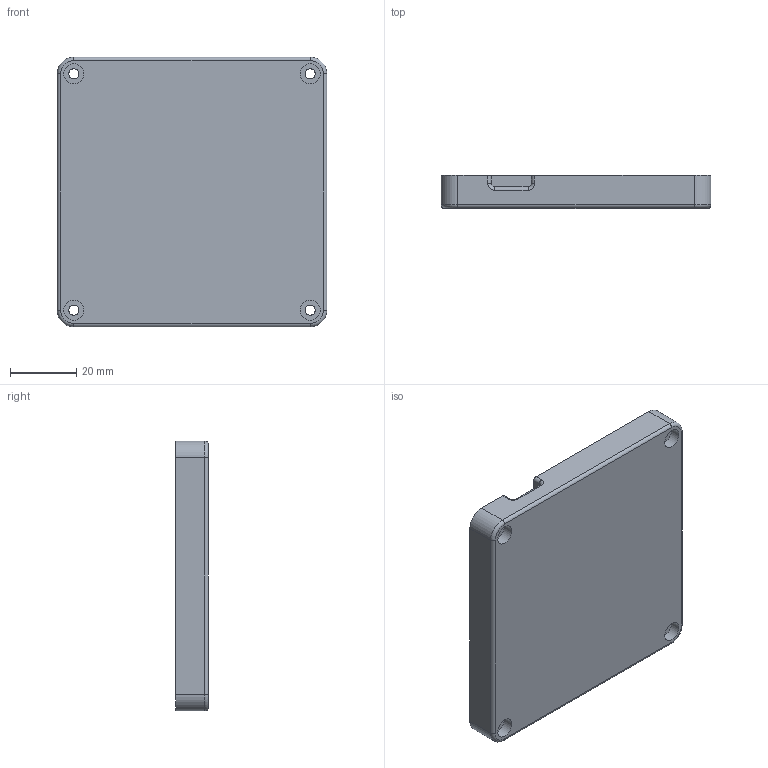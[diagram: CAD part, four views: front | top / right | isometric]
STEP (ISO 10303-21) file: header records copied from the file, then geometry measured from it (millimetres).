
FILE_DESCRIPTION(/* description */ (''),/* implementation_level */ '2;1');
FILE_NAME(/* name */ 'Hackclub.step',/* time_stamp */ '2025-12-11T09:40:49+05:00',/* author */ (''),/* organization */ (''),/* preprocessor_version */ 'ST-DEVELOPER v20.1',/* originating_system */ 'Autodesk Translation Framework v14.21.0.0',/* authorisation */ '');
FILE_SCHEMA (('AUTOMOTIVE_DESIGN { 1 0 10303 214 3 1 1 }','FEATURE_BASED_PROCESS_PLANNING'));
Length unit declared in the file: millimetre
Products named in the file (1): 2025-12-09-09-36-00-430
Bounding box: 81.1 x 9.8 x 81.1 mm (x, y, z)
Volume: 37838 mm3; surface area: 18144.8 mm2
Topology: 1 solids, 1 shells, 227 faces, 612 edges, 404 vertices
Faces by surface type: bspline 121, plane 79, cylinder 21, torus 6
Full cylindrical faces by diameter (mm): 3 x4, 6 x4
Entity records: 8264 total; most frequent: CARTESIAN_POINT 3301, ORIENTED_EDGE 1224, DIRECTION 632, EDGE_CURVE 612, VERTEX_POINT 404, LINE 322, VECTOR 322, EDGE_LOOP 252
